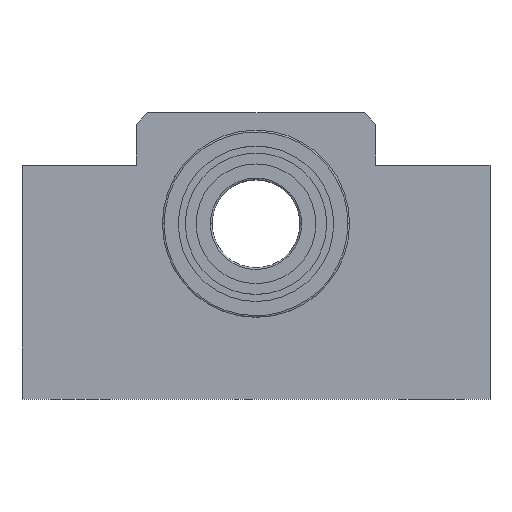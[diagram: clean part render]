
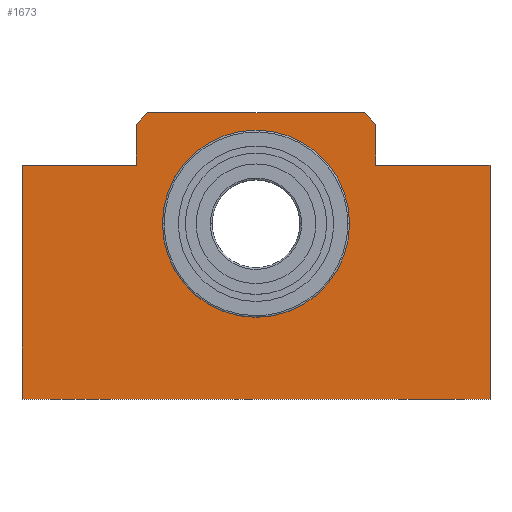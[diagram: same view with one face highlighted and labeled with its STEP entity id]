
A CAD part, top view. The second image highlights one B-rep face of the part: STEP entity #1673.
In plain terms, the highlighted planar face has unit normal (0, 0, 1).
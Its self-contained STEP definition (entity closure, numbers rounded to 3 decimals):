
#46 = AXIS2_PLACEMENT_3D ( 'NONE', #1535, #1308, #1092 ) ;
#57 = DIRECTION ( 'NONE',  ( 0., -1., 0. ) ) ;
#120 = DIRECTION ( 'NONE',  ( 0., -1., 0. ) ) ;
#122 = EDGE_CURVE ( 'NONE', #1684, #1246, #1298, .T. ) ;
#189 = EDGE_CURVE ( 'NONE', #1123, #1976, #1817, .T. ) ;
#195 = VECTOR ( 'NONE', #392, 1000. ) ;
#196 = ORIENTED_EDGE ( 'NONE', *, *, #535, .F. ) ;
#210 = VECTOR ( 'NONE', #1350, 1000. ) ;
#213 = FACE_OUTER_BOUND ( 'NONE', #803, .T. ) ;
#231 = DIRECTION ( 'NONE',  ( 0.707, -0.707, 0. ) ) ;
#272 = CARTESIAN_POINT ( 'NONE',  ( 20.5, 10., 0. ) ) ;
#280 = CARTESIAN_POINT ( 'NONE',  ( 20.5, -5., 0. ) ) ;
#331 = CARTESIAN_POINT ( 'NONE',  ( 40., 10., 0. ) ) ;
#337 = CARTESIAN_POINT ( 'NONE',  ( 40., -29., 0. ) ) ;
#389 = VECTOR ( 'NONE', #57, 1000. ) ;
#392 = DIRECTION ( 'NONE',  ( 0.707, 0.707, 0. ) ) ;
#411 = VECTOR ( 'NONE', #640, 1000. ) ;
#446 = CARTESIAN_POINT ( 'NONE',  ( 20.5, 17., 0. ) ) ;
#459 = ORIENTED_EDGE ( 'NONE', *, *, #122, .F. ) ;
#487 = LINE ( 'NONE', #280, #389 ) ;
#499 = CARTESIAN_POINT ( 'NONE',  ( 16., 0., 0. ) ) ;
#515 = EDGE_CURVE ( 'NONE', #765, #1476, #551, .T. ) ;
#535 = EDGE_CURVE ( 'NONE', #1978, #980, #759, .T. ) ;
#536 = AXIS2_PLACEMENT_3D ( 'NONE', #1279, #1062, #845 ) ;
#537 = FACE_BOUND ( 'NONE', #2038, .T. ) ;
#551 = LINE ( 'NONE', #337, #1908 ) ;
#566 = DIRECTION ( 'NONE',  ( -1., 0., 0. ) ) ;
#591 = DIRECTION ( 'NONE',  ( 1., 0., 0. ) ) ;
#602 = CARTESIAN_POINT ( 'NONE',  ( -18.5, 19., 0. ) ) ;
#604 = ORIENTED_EDGE ( 'NONE', *, *, #1412, .T. ) ;
#640 = DIRECTION ( 'NONE',  ( -1., 0., 0. ) ) ;
#651 = LINE ( 'NONE', #446, #760 ) ;
#697 = CARTESIAN_POINT ( 'NONE',  ( -20.5, 17., 0. ) ) ;
#759 = LINE ( 'NONE', #2008, #2022 ) ;
#760 = VECTOR ( 'NONE', #231, 1000. ) ;
#765 = VERTEX_POINT ( 'NONE', #331 ) ;
#774 = DIRECTION ( 'NONE',  ( 0., 0., -1. ) ) ;
#781 = VECTOR ( 'NONE', #591, 1000. ) ;
#800 = CARTESIAN_POINT ( 'NONE',  ( 18.5, 19., 0. ) ) ;
#803 = EDGE_LOOP ( 'NONE', ( #1863, #1750, #1503, #847, #1428, #1403, #196, #1140, #459, #1180 ) ) ;
#807 = LINE ( 'NONE', #602, #195 ) ;
#813 = EDGE_CURVE ( 'NONE', #1409, #1914, #487, .T. ) ;
#826 = CARTESIAN_POINT ( 'NONE',  ( -40., -30., 0. ) ) ;
#845 = DIRECTION ( 'NONE',  ( -1., 0., 0. ) ) ;
#847 = ORIENTED_EDGE ( 'NONE', *, *, #849, .F. ) ;
#849 = EDGE_CURVE ( 'NONE', #1546, #1409, #651, .T. ) ;
#850 = CARTESIAN_POINT ( 'NONE',  ( 40., 10., 0. ) ) ;
#870 = DIRECTION ( 'NONE',  ( 0., 1., 0. ) ) ;
#931 = CARTESIAN_POINT ( 'NONE',  ( -40., 10., 0. ) ) ;
#969 = DIRECTION ( 'NONE',  ( -1., 0., 0. ) ) ;
#980 = VERTEX_POINT ( 'NONE', #697 ) ;
#982 = CARTESIAN_POINT ( 'NONE',  ( 0., 0., 0. ) ) ;
#1014 = LINE ( 'NONE', #800, #781 ) ;
#1017 = EDGE_CURVE ( 'NONE', #980, #1542, #807, .T. ) ;
#1062 = DIRECTION ( 'NONE',  ( 0., 0., -1. ) ) ;
#1066 = LINE ( 'NONE', #850, #411 ) ;
#1084 = CARTESIAN_POINT ( 'NONE',  ( -40., -6., 0. ) ) ;
#1092 = DIRECTION ( 'NONE',  ( 1., 0., 0. ) ) ;
#1123 = VERTEX_POINT ( 'NONE', #499 ) ;
#1140 = ORIENTED_EDGE ( 'NONE', *, *, #1553, .T. ) ;
#1180 = ORIENTED_EDGE ( 'NONE', *, *, #1570, .F. ) ;
#1190 = CARTESIAN_POINT ( 'NONE',  ( -20.5, 10., 0. ) ) ;
#1233 = CARTESIAN_POINT ( 'NONE',  ( -20.5, 10., 0. ) ) ;
#1246 = VERTEX_POINT ( 'NONE', #931 ) ;
#1254 = VECTOR ( 'NONE', #870, 1000. ) ;
#1279 = CARTESIAN_POINT ( 'NONE',  ( 0., 0., 0. ) ) ;
#1298 = LINE ( 'NONE', #1084, #1254 ) ;
#1308 = DIRECTION ( 'NONE',  ( 0., 0., 1. ) ) ;
#1350 = DIRECTION ( 'NONE',  ( -1., 0., 0. ) ) ;
#1394 = CARTESIAN_POINT ( 'NONE',  ( 40., -30., 0. ) ) ;
#1403 = ORIENTED_EDGE ( 'NONE', *, *, #1017, .F. ) ;
#1406 = LINE ( 'NONE', #1190, #2094 ) ;
#1409 = VERTEX_POINT ( 'NONE', #1501 ) ;
#1412 = EDGE_CURVE ( 'NONE', #1976, #1123, #2024, .T. ) ;
#1428 = ORIENTED_EDGE ( 'NONE', *, *, #1994, .F. ) ;
#1448 = CARTESIAN_POINT ( 'NONE',  ( -16., 0., 0. ) ) ;
#1476 = VERTEX_POINT ( 'NONE', #1394 ) ;
#1501 = CARTESIAN_POINT ( 'NONE',  ( 20.5, 17., 0. ) ) ;
#1503 = ORIENTED_EDGE ( 'NONE', *, *, #813, .F. ) ;
#1535 = CARTESIAN_POINT ( 'NONE',  ( 0., 0., 0. ) ) ;
#1542 = VERTEX_POINT ( 'NONE', #1843 ) ;
#1546 = VERTEX_POINT ( 'NONE', #1626 ) ;
#1553 = EDGE_CURVE ( 'NONE', #1978, #1246, #1406, .T. ) ;
#1570 = EDGE_CURVE ( 'NONE', #1476, #1684, #1791, .T. ) ;
#1575 = CARTESIAN_POINT ( 'NONE',  ( -39., -30., 0. ) ) ;
#1626 = CARTESIAN_POINT ( 'NONE',  ( 18.5, 19., 0. ) ) ;
#1643 = AXIS2_PLACEMENT_3D ( 'NONE', #982, #774, #566 ) ;
#1673 = ADVANCED_FACE ( 'NONE', ( #213, #537 ), #1752, .T. ) ;
#1684 = VERTEX_POINT ( 'NONE', #826 ) ;
#1750 = ORIENTED_EDGE ( 'NONE', *, *, #1958, .T. ) ;
#1752 = PLANE ( 'NONE',  #46 ) ;
#1766 = ORIENTED_EDGE ( 'NONE', *, *, #189, .T. ) ;
#1789 = DIRECTION ( 'NONE',  ( 0., 1., 0. ) ) ;
#1791 = LINE ( 'NONE', #1575, #210 ) ;
#1817 = CIRCLE ( 'NONE', #1643, 16. ) ;
#1843 = CARTESIAN_POINT ( 'NONE',  ( -18.5, 19., 0. ) ) ;
#1863 = ORIENTED_EDGE ( 'NONE', *, *, #515, .F. ) ;
#1908 = VECTOR ( 'NONE', #120, 1000. ) ;
#1914 = VERTEX_POINT ( 'NONE', #272 ) ;
#1958 = EDGE_CURVE ( 'NONE', #765, #1914, #1066, .T. ) ;
#1976 = VERTEX_POINT ( 'NONE', #1448 ) ;
#1978 = VERTEX_POINT ( 'NONE', #1233 ) ;
#1994 = EDGE_CURVE ( 'NONE', #1542, #1546, #1014, .T. ) ;
#2008 = CARTESIAN_POINT ( 'NONE',  ( -20.5, 17., 0. ) ) ;
#2022 = VECTOR ( 'NONE', #1789, 1000. ) ;
#2024 = CIRCLE ( 'NONE', #536, 16. ) ;
#2038 = EDGE_LOOP ( 'NONE', ( #604, #1766 ) ) ;
#2094 = VECTOR ( 'NONE', #969, 1000. ) ;
